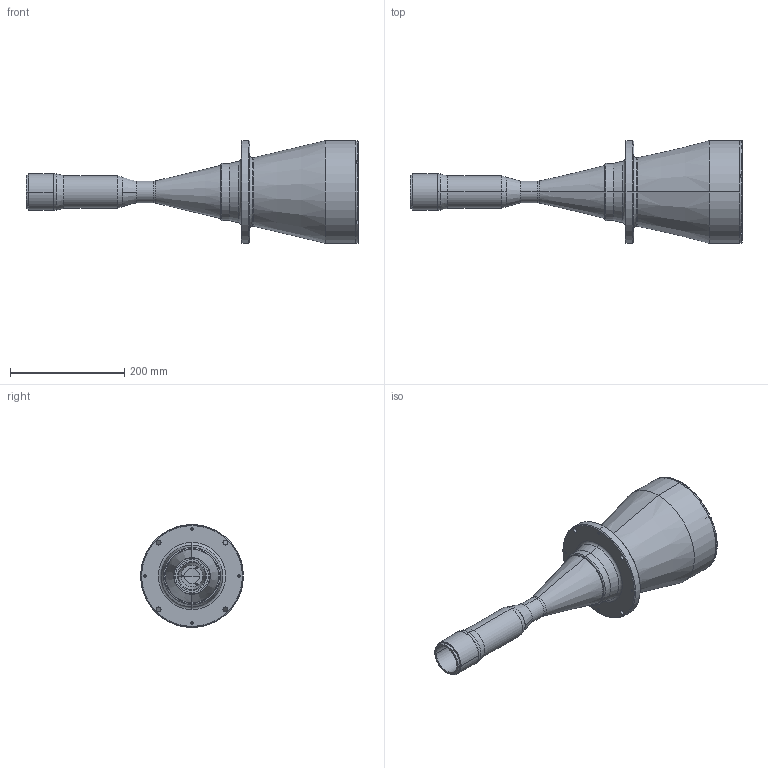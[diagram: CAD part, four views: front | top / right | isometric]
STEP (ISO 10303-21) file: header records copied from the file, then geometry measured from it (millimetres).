
FILE_DESCRIPTION (( 'STEP AP203' ), '1' );
FILE_NAME ('TC16M120-Q.STEP', '2014-06-27T15:47:47', ( 'user' ), ( '' ), 'SwSTEP 2.0', 'SolidWorks 2013', '' );
FILE_SCHEMA (( 'CONFIG_CONTROL_DESIGN' ));
Length unit declared in the file: millimetre
Products named in the file (1): TC16M120-Q
Bounding box: 582.16 x 180.2 x 180.2 mm (x, y, z)
Surface area: 265798.2 mm2 (no closed solid volume)
Topology: 0 solids, 10 shells, 136 faces, 357 edges, 237 vertices
Faces by surface type: cylinder 73, plane 30, cone 18, torus 13, sphere 2
Entity records: 4490 total; most frequent: DIRECTION 850, CARTESIAN_POINT 809, ORIENTED_EDGE 660, AXIS2_PLACEMENT_3D 362, EDGE_CURVE 357, VERTEX_POINT 237, CIRCLE 225, EDGE_LOOP 185
